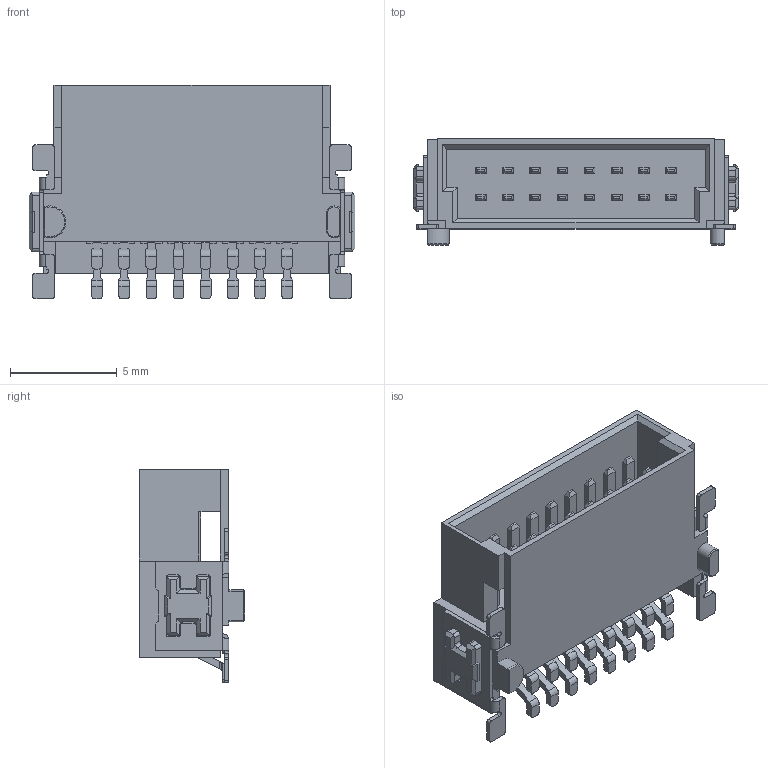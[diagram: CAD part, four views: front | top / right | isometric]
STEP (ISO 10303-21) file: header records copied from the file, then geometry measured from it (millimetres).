
FILE_DESCRIPTION((''),'2;1');
FILE_NAME('M55-7101642_ASM','2017-09-22T10:53:53',('sbennett'),(''),'CREO PARAMETRIC BY PTC INC, 2016510','CREO PARAMETRIC BY PTC INC, 2016510','');
FILE_SCHEMA(('CONFIG_CONTROL_DESIGN','SHAPE_APPEARANCE_LAYERS_GROUPS'));
Length unit declared in the file: millimetre
Products named in the file (5): M55-71016_MOULD; M55-710_STRAP; M55-710_LARGE_CONTACT; M55-710_SMALL_CONTACT; M55-7101642_ASM
Assembly tree (19 placements, depth 2):
  M55-7101642_ASM
    M55-71016_MOULD
    M55-710_STRAP  x2
    M55-710_LARGE_CONTACT  x8
    M55-710_SMALL_CONTACT  x8
Bounding box: 15.24 x 4.95 x 10 mm (x, y, z)
Volume: 253 mm3; surface area: 1020.5 mm2
Topology: 19 solids, 19 shells, 1231 faces, 3472 edges, 2294 vertices
Faces by surface type: plane 849, cylinder 379, cone 3
Entity records: 20566 total; most frequent: CARTESIAN_POINT 2903, ORIENTED_EDGE 2664, DIRECTION 2395, PRESENTATION_STYLE_ASSIGNMENT 1432, STYLED_ITEM 1336, CURVE_STYLE 1332, EDGE_CURVE 1332, VECTOR 1111
